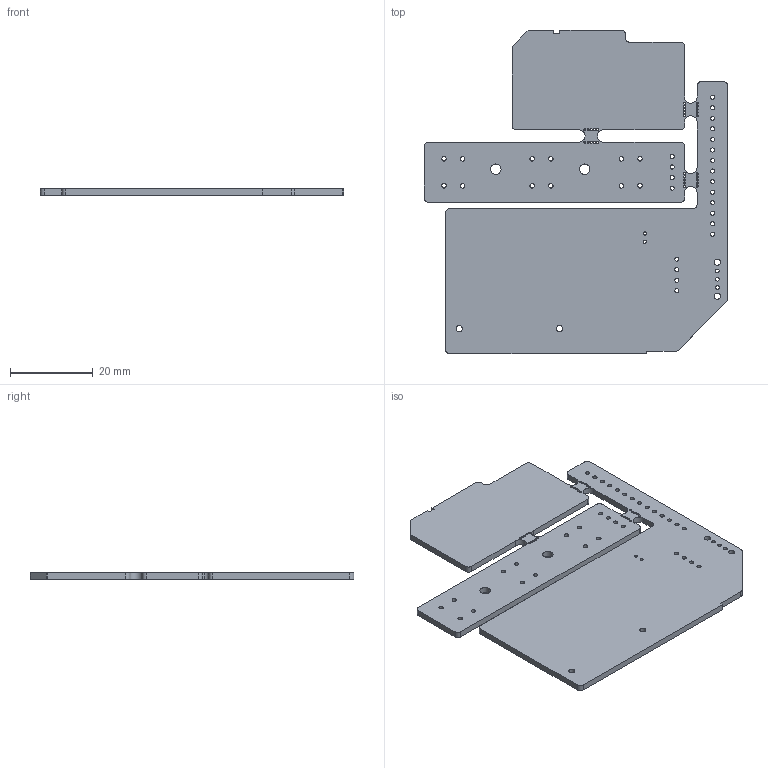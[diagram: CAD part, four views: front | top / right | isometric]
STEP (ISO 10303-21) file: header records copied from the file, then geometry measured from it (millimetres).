
FILE_DESCRIPTION(('KiCad electronic assembly'),'2;1');
FILE_NAME('pcbthatone.step','2025-07-02T00:12:57',('Pcbnew'),('Kicad'), 'Open CASCADE STEP processor 7.8','KiCad to STEP converter','Unknown' );
FILE_SCHEMA(('AUTOMOTIVE_DESIGN { 1 0 10303 214 1 1 1 1 }'));
Length unit declared in the file: millimetre
Products named in the file (2): pcbthatone 1; ultraterm_PCB
Assembly tree (1 placements, depth 2):
  pcbthatone 1
    ultraterm_PCB
Bounding box: 73.14 x 78 x 1.51 mm (x, y, z)
Volume: 6574.8 mm3; surface area: 9820.4 mm2
Topology: 1 solids, 1 shells, 133 faces, 393 edges, 262 vertices
Faces by surface type: cylinder 99, plane 34
Full cylindrical faces by diameter (mm): 0.5 x30, 0.75 x2, 0.9 x3, 1 x22, 1.1 x12, 1.5 x4, 2.5 x2
Entity records: 4886 total; most frequent: DIRECTION 861, CARTESIAN_POINT 790, ORIENTED_EDGE 786, EDGE_CURVE 393, AXIS2_PLACEMENT_3D 333, FACE_BOUND 285, EDGE_LOOP 285, VERTEX_POINT 262
